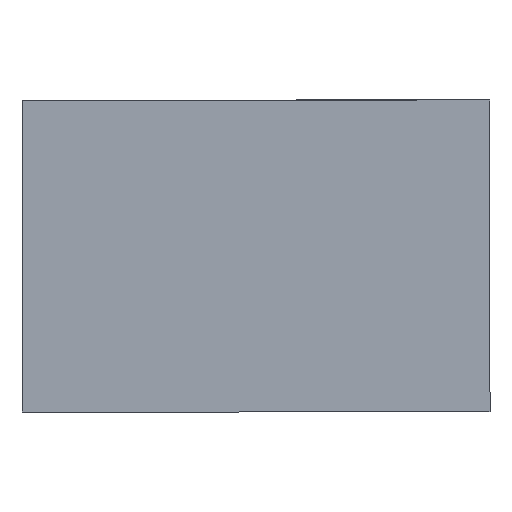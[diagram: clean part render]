
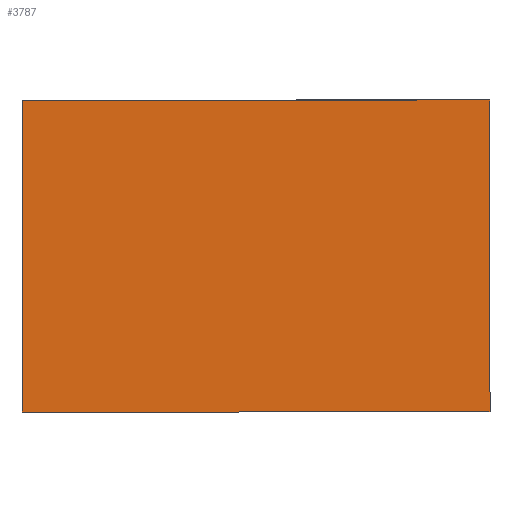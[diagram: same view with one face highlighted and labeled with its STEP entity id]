
A CAD part, left-side view. The second image highlights one B-rep face of the part: STEP entity #3787.
In plain terms, the highlighted planar face has unit normal (-1, 0, 0).
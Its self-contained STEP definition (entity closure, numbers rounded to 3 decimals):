
#428=FACE_OUTER_BOUND('',#636,.T.);
#636=EDGE_LOOP('',(#2609,#2610,#2611,#2612));
#881=LINE('',#5778,#1307);
#885=LINE('',#5786,#1311);
#888=LINE('',#5792,#1314);
#891=LINE('',#5797,#1317);
#1307=VECTOR('',#4649,10.);
#1311=VECTOR('',#4655,10.);
#1314=VECTOR('',#4660,10.);
#1317=VECTOR('',#4665,10.);
#1733=VERTEX_POINT('',#5776);
#1734=VERTEX_POINT('',#5777);
#1737=VERTEX_POINT('',#5785);
#1739=VERTEX_POINT('',#5791);
#2075=EDGE_CURVE('',#1733,#1734,#881,.T.);
#2079=EDGE_CURVE('',#1737,#1733,#885,.T.);
#2082=EDGE_CURVE('',#1739,#1737,#888,.T.);
#2085=EDGE_CURVE('',#1734,#1739,#891,.T.);
#2609=ORIENTED_EDGE('',*,*,#2085,.F.);
#2610=ORIENTED_EDGE('',*,*,#2075,.F.);
#2611=ORIENTED_EDGE('',*,*,#2079,.F.);
#2612=ORIENTED_EDGE('',*,*,#2082,.F.);
#3622=PLANE('',#4298);
#3787=ADVANCED_FACE('',(#428),#3622,.F.);
#4298=AXIS2_PLACEMENT_3D('',#5800,#4669,#4670);
#4649=DIRECTION('',(0.,0.,-1.));
#4655=DIRECTION('',(0.,-1.,0.));
#4660=DIRECTION('',(0.,0.,1.));
#4665=DIRECTION('',(0.,1.,0.));
#4669=DIRECTION('center_axis',(1.,0.,0.));
#4670=DIRECTION('ref_axis',(0.,0.,-1.));
#5776=CARTESIAN_POINT('',(0.,-270.,200.));
#5777=CARTESIAN_POINT('',(0.,-270.,-200.));
#5778=CARTESIAN_POINT('',(0.,-270.,200.));
#5785=CARTESIAN_POINT('',(0.,330.,200.));
#5786=CARTESIAN_POINT('',(0.,330.,200.));
#5791=CARTESIAN_POINT('',(0.,330.,-200.));
#5792=CARTESIAN_POINT('',(0.,330.,-200.));
#5797=CARTESIAN_POINT('',(0.,-270.,-200.));
#5800=CARTESIAN_POINT('Origin',(0.,30.,0.));
